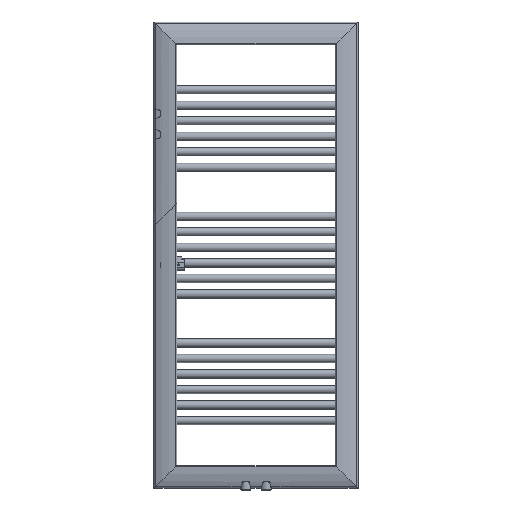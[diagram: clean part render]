
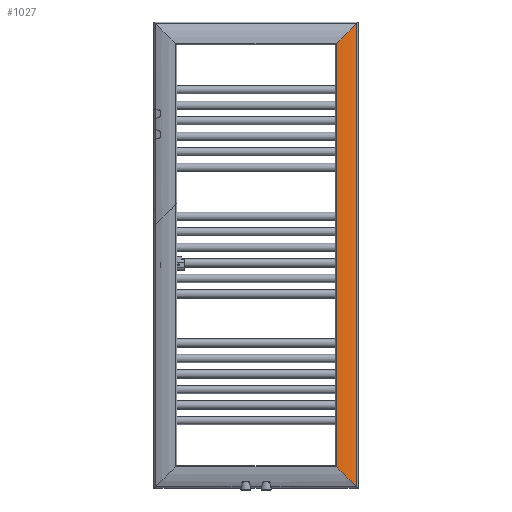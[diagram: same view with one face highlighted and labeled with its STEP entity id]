
A CAD part, left-side view. The second image highlights one B-rep face of the part: STEP entity #1027.
In plain terms, the highlighted cylindrical face has radius 125.1 mm (diameter 250.2 mm), a partial arc.
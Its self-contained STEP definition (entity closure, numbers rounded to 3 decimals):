
#1027 = ADVANCED_FACE( '', ( #2118 ), #2119, .T. );
#2118 = FACE_OUTER_BOUND( '', #3240, .T. );
#2119 = CYLINDRICAL_SURFACE( '', #3241, 125.1 );
#3240 = EDGE_LOOP( '', ( #5256, #5257, #5258, #5259 ) );
#3241 = AXIS2_PLACEMENT_3D( '', #5260, #5261, #5262 );
#5256 = ORIENTED_EDGE( '', *, *, #5809, .T. );
#5257 = ORIENTED_EDGE( '', *, *, #5377, .F. );
#5258 = ORIENTED_EDGE( '', *, *, #5640, .F. );
#5259 = ORIENTED_EDGE( '', *, *, #5473, .F. );
#5260 = CARTESIAN_POINT( '', ( 108.1, -388.008, 624. ) );
#5261 = DIRECTION( '', ( 0., 0., 1. ) );
#5262 = DIRECTION( '', ( -1., 0., 0. ) );
#5377 = EDGE_CURVE( '', #6173, #6175, #6176, .F. );
#5473 = EDGE_CURVE( '', #6332, #6334, #6335, .T. );
#5640 = EDGE_CURVE( '', #6334, #6173, #6598, .T. );
#5809 = EDGE_CURVE( '', #6332, #6175, #6849, .T. );
#6173 = VERTEX_POINT( '', #7570 );
#6175 = VERTEX_POINT( '', #7572 );
#6176 = LINE( '', #7573, #7574 );
#6332 = VERTEX_POINT( '', #7990 );
#6334 = VERTEX_POINT( '', #7992 );
#6335 = LINE( '', #7993, #7994 );
#6598 = ELLIPSE( '', #8540, 176.918, 125.1 );
#6849 = ELLIPSE( '', #9229, 176.918, 125.1 );
#7570 = CARTESIAN_POINT( '', ( -16.962, -391.074, -494.174 ) );
#7572 = CARTESIAN_POINT( '', ( -16.962, -391.074, 542.174 ) );
#7573 = CARTESIAN_POINT( '', ( -16.962, -391.074, 624. ) );
#7574 = VECTOR( '', #9911, 1000. );
#7990 = CARTESIAN_POINT( '', ( -5.446, -440.518, 591.618 ) );
#7992 = CARTESIAN_POINT( '', ( -5.446, -440.518, -543.618 ) );
#7993 = CARTESIAN_POINT( '', ( -5.446, -440.518, 624. ) );
#7994 = VECTOR( '', #10065, 1000. );
#8540 = AXIS2_PLACEMENT_3D( '', #10331, #10332, #10333 );
#9229 = AXIS2_PLACEMENT_3D( '', #10545, #10546, #10547 );
#9911 = DIRECTION( '', ( 0., 0., -1. ) );
#10065 = DIRECTION( '', ( 0., 0., -1. ) );
#10331 = CARTESIAN_POINT( '', ( 108.1, -388.008, -491.108 ) );
#10332 = DIRECTION( '', ( 0., 0.707, -0.707 ) );
#10333 = DIRECTION( '', ( 0., -0.707, -0.707 ) );
#10545 = CARTESIAN_POINT( '', ( 108.1, -388.008, 539.108 ) );
#10546 = DIRECTION( '', ( 0., -0.707, -0.707 ) );
#10547 = DIRECTION( '', ( 0., 0.707, -0.707 ) );
